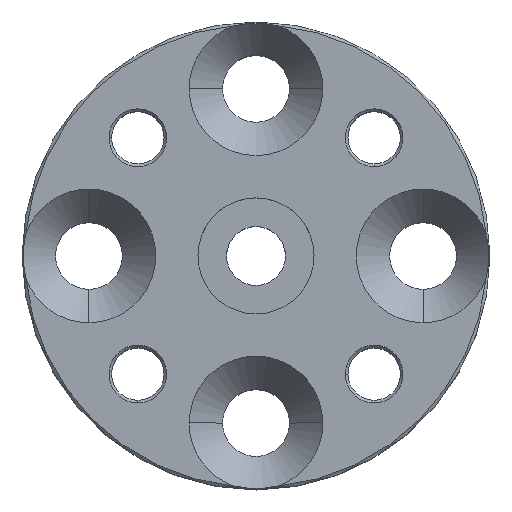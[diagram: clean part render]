
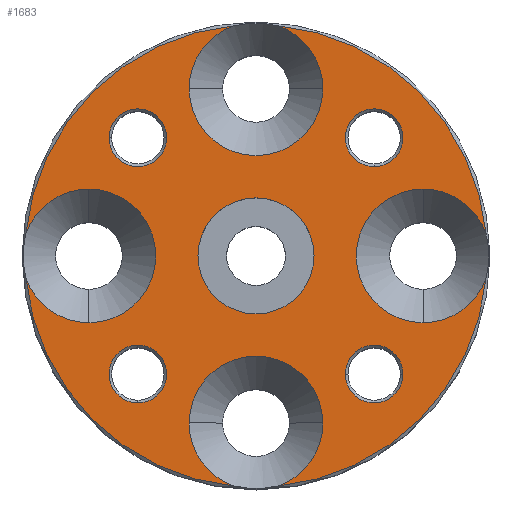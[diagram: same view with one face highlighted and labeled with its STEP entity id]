
A CAD part, top view. The second image highlights one B-rep face of the part: STEP entity #1683.
In plain terms, the highlighted planar face has unit normal (0, 0, 1).
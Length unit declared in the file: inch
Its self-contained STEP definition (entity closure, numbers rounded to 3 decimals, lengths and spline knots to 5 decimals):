
#78=CARTESIAN_POINT('',(0.1085,0.0,0.125));
#79=VERTEX_POINT('',#78);
#95=CARTESIAN_POINT('',(-0.1085,0.,0.125));
#96=VERTEX_POINT('',#95);
#103=CARTESIAN_POINT('',(0.0,0.0,0.125));
#104=DIRECTION('',(0.0,0.0,-1.0));
#105=DIRECTION('',(1.0,0.0,0.0));
#106=AXIS2_PLACEMENT_3D('',#103,#104,#105);
#107=CIRCLE('',#106,0.1085);
#108=EDGE_CURVE('',#79,#96,#107,.T.);
#141=CARTESIAN_POINT('',(0.125,0.3125,0.125));
#142=VERTEX_POINT('',#141);
#158=CARTESIAN_POINT('',(-0.125,0.3125,0.125));
#159=VERTEX_POINT('',#158);
#166=CARTESIAN_POINT('',(0.0,0.3125,0.125));
#167=DIRECTION('',(0.0,0.0,-1.0));
#168=DIRECTION('',(1.0,0.0,0.0));
#169=AXIS2_PLACEMENT_3D('',#166,#167,#168);
#170=CIRCLE('',#169,0.125);
#171=EDGE_CURVE('',#142,#159,#170,.T.);
#204=CARTESIAN_POINT('',(-0.3125,0.125,0.125));
#205=VERTEX_POINT('',#204);
#221=CARTESIAN_POINT('',(-0.3125,-0.125,0.125));
#222=VERTEX_POINT('',#221);
#229=CARTESIAN_POINT('',(-0.3125,0.,0.125));
#230=DIRECTION('',(0.0,0.0,-1.0));
#231=DIRECTION('',(0.0,1.0,0.0));
#232=AXIS2_PLACEMENT_3D('',#229,#230,#231);
#233=CIRCLE('',#232,0.125);
#234=EDGE_CURVE('',#205,#222,#233,.T.);
#992=CARTESIAN_POINT('',(0.3125,-0.125,0.125));
#993=VERTEX_POINT('',#992);
#1001=CARTESIAN_POINT('',(0.3125,0.125,0.125));
#1002=VERTEX_POINT('',#1001);
#1009=CARTESIAN_POINT('',(0.3125,0.,0.125));
#1010=DIRECTION('',(0.0,0.0,-1.0));
#1011=DIRECTION('',(0.0,-1.0,0.0));
#1012=AXIS2_PLACEMENT_3D('',#1009,#1010,#1011);
#1013=CIRCLE('',#1012,0.125);
#1014=EDGE_CURVE('',#993,#1002,#1013,.T.);
#1045=CARTESIAN_POINT('',(-0.125,-0.3125,0.125));
#1046=VERTEX_POINT('',#1045);
#1054=CARTESIAN_POINT('',(0.125,-0.3125,0.125));
#1055=VERTEX_POINT('',#1054);
#1062=CARTESIAN_POINT('',(0.,-0.3125,0.125));
#1063=DIRECTION('',(0.0,0.0,-1.0));
#1064=DIRECTION('',(-1.0,0.0,0.0));
#1065=AXIS2_PLACEMENT_3D('',#1062,#1063,#1064);
#1066=CIRCLE('',#1065,0.125);
#1067=EDGE_CURVE('',#1046,#1055,#1066,.T.);
#1085=CARTESIAN_POINT('',(0.43054,-0.04113,0.125));
#1086=VERTEX_POINT('',#1085);
#1094=CARTESIAN_POINT('',(0.04113,-0.43054,0.125));
#1095=VERTEX_POINT('',#1094);
#1096=CARTESIAN_POINT('',(0.0,0.0,0.125));
#1097=DIRECTION('',(0.0,0.0,-1.0));
#1098=DIRECTION('',(1.0,0.0,0.0));
#1099=AXIS2_PLACEMENT_3D('',#1096,#1097,#1098);
#1100=CIRCLE('',#1099,0.4325);
#1101=EDGE_CURVE('',#1086,#1095,#1100,.T.);
#1103=CARTESIAN_POINT('',(-0.04113,-0.43054,0.125));
#1104=VERTEX_POINT('',#1103);
#1114=CARTESIAN_POINT('',(-0.43054,-0.04113,0.125));
#1115=VERTEX_POINT('',#1114);
#1116=CARTESIAN_POINT('',(0.0,0.0,0.125));
#1117=DIRECTION('',(0.0,0.0,-1.0));
#1118=DIRECTION('',(1.0,0.0,0.0));
#1119=AXIS2_PLACEMENT_3D('',#1116,#1117,#1118);
#1120=CIRCLE('',#1119,0.4325);
#1121=EDGE_CURVE('',#1104,#1115,#1120,.T.);
#1206=CARTESIAN_POINT('',(-0.27497,0.22097,0.125));
#1207=VERTEX_POINT('',#1206);
#1221=CARTESIAN_POINT('',(-0.16697,0.22097,0.125));
#1222=VERTEX_POINT('',#1221);
#1229=CARTESIAN_POINT('',(-0.22097,0.22097,0.125));
#1230=DIRECTION('',(0.0,0.0,1.0));
#1231=DIRECTION('',(-1.0,0.0,0.0));
#1232=AXIS2_PLACEMENT_3D('',#1229,#1230,#1231);
#1233=CIRCLE('',#1232,0.054);
#1234=EDGE_CURVE('',#1222,#1207,#1233,.T.);
#1303=CARTESIAN_POINT('',(0.27497,-0.22097,0.125));
#1304=VERTEX_POINT('',#1303);
#1318=CARTESIAN_POINT('',(0.16697,-0.22097,0.125));
#1319=VERTEX_POINT('',#1318);
#1326=CARTESIAN_POINT('',(0.22097,-0.22097,0.125));
#1327=DIRECTION('',(0.0,0.0,1.0));
#1328=DIRECTION('',(1.0,0.0,0.0));
#1329=AXIS2_PLACEMENT_3D('',#1326,#1327,#1328);
#1330=CIRCLE('',#1329,0.054);
#1331=EDGE_CURVE('',#1319,#1304,#1330,.T.);
#1400=CARTESIAN_POINT('',(0.22097,0.27497,0.125));
#1401=VERTEX_POINT('',#1400);
#1415=CARTESIAN_POINT('',(0.22097,0.16697,0.125));
#1416=VERTEX_POINT('',#1415);
#1423=CARTESIAN_POINT('',(0.22097,0.22097,0.125));
#1424=DIRECTION('',(0.0,0.0,1.0));
#1425=DIRECTION('',(0.0,1.0,0.0));
#1426=AXIS2_PLACEMENT_3D('',#1423,#1424,#1425);
#1427=CIRCLE('',#1426,0.054);
#1428=EDGE_CURVE('',#1416,#1401,#1427,.T.);
#1497=CARTESIAN_POINT('',(-0.22097,-0.27497,0.125));
#1498=VERTEX_POINT('',#1497);
#1512=CARTESIAN_POINT('',(-0.22097,-0.16697,0.125));
#1513=VERTEX_POINT('',#1512);
#1520=CARTESIAN_POINT('',(-0.22097,-0.22097,0.125));
#1521=DIRECTION('',(0.0,0.0,1.0));
#1522=DIRECTION('',(0.0,-1.0,0.0));
#1523=AXIS2_PLACEMENT_3D('',#1520,#1521,#1522);
#1524=CIRCLE('',#1523,0.054);
#1525=EDGE_CURVE('',#1513,#1498,#1524,.T.);
#1536=CARTESIAN_POINT('',(-0.22097,-0.22097,0.125));
#1537=DIRECTION('',(0.0,0.0,1.0));
#1538=DIRECTION('',(0.0,-1.0,0.0));
#1539=AXIS2_PLACEMENT_3D('',#1536,#1537,#1538);
#1540=CIRCLE('',#1539,0.054);
#1541=EDGE_CURVE('',#1498,#1513,#1540,.T.);
#1548=CARTESIAN_POINT('',(0.0,0.0,0.125));
#1549=DIRECTION('',(0.0,0.0,-1.0));
#1550=DIRECTION('',(-1.0,0.0,0.0));
#1551=AXIS2_PLACEMENT_3D('',#1548,#1549,#1550);
#1552=PLANE('',#1551);
#1553=ORIENTED_EDGE('',*,*,#1121,.F.);
#1554=CARTESIAN_POINT('',(0.,-0.3125,0.125));
#1555=DIRECTION('',(0.0,0.0,-1.0));
#1556=DIRECTION('',(-1.0,0.0,0.0));
#1557=AXIS2_PLACEMENT_3D('',#1554,#1555,#1556);
#1558=CIRCLE('',#1557,0.125);
#1559=EDGE_CURVE('',#1104,#1046,#1558,.T.);
#1560=ORIENTED_EDGE('',*,*,#1559,.T.);
#1561=ORIENTED_EDGE('',*,*,#1067,.T.);
#1562=CARTESIAN_POINT('',(0.,-0.3125,0.125));
#1563=DIRECTION('',(0.0,0.0,-1.0));
#1564=DIRECTION('',(-1.0,0.0,0.0));
#1565=AXIS2_PLACEMENT_3D('',#1562,#1563,#1564);
#1566=CIRCLE('',#1565,0.125);
#1567=EDGE_CURVE('',#1055,#1095,#1566,.T.);
#1568=ORIENTED_EDGE('',*,*,#1567,.T.);
#1569=ORIENTED_EDGE('',*,*,#1101,.F.);
#1570=CARTESIAN_POINT('',(0.3125,0.,0.125));
#1571=DIRECTION('',(0.0,0.0,-1.0));
#1572=DIRECTION('',(0.0,-1.0,0.0));
#1573=AXIS2_PLACEMENT_3D('',#1570,#1571,#1572);
#1574=CIRCLE('',#1573,0.125);
#1575=EDGE_CURVE('',#1086,#993,#1574,.T.);
#1576=ORIENTED_EDGE('',*,*,#1575,.T.);
#1577=ORIENTED_EDGE('',*,*,#1014,.T.);
#1578=CARTESIAN_POINT('',(0.43054,0.04113,0.125));
#1579=VERTEX_POINT('',#1578);
#1580=CARTESIAN_POINT('',(0.3125,0.,0.125));
#1581=DIRECTION('',(0.0,0.0,-1.0));
#1582=DIRECTION('',(0.0,-1.0,0.0));
#1583=AXIS2_PLACEMENT_3D('',#1580,#1581,#1582);
#1584=CIRCLE('',#1583,0.125);
#1585=EDGE_CURVE('',#1002,#1579,#1584,.T.);
#1586=ORIENTED_EDGE('',*,*,#1585,.T.);
#1587=CARTESIAN_POINT('',(0.04113,0.43054,0.125));
#1588=VERTEX_POINT('',#1587);
#1589=CARTESIAN_POINT('',(0.0,0.0,0.125));
#1590=DIRECTION('',(0.0,0.0,-1.0));
#1591=DIRECTION('',(1.0,0.0,0.0));
#1592=AXIS2_PLACEMENT_3D('',#1589,#1590,#1591);
#1593=CIRCLE('',#1592,0.4325);
#1594=EDGE_CURVE('',#1588,#1579,#1593,.T.);
#1595=ORIENTED_EDGE('',*,*,#1594,.F.);
#1596=CARTESIAN_POINT('',(0.0,0.3125,0.125));
#1597=DIRECTION('',(0.0,0.0,-1.0));
#1598=DIRECTION('',(1.0,0.0,0.0));
#1599=AXIS2_PLACEMENT_3D('',#1596,#1597,#1598);
#1600=CIRCLE('',#1599,0.125);
#1601=EDGE_CURVE('',#1588,#142,#1600,.T.);
#1602=ORIENTED_EDGE('',*,*,#1601,.T.);
#1603=ORIENTED_EDGE('',*,*,#171,.T.);
#1604=CARTESIAN_POINT('',(-0.04113,0.43054,0.125));
#1605=VERTEX_POINT('',#1604);
#1606=CARTESIAN_POINT('',(0.0,0.3125,0.125));
#1607=DIRECTION('',(0.0,0.0,-1.0));
#1608=DIRECTION('',(1.0,0.0,0.0));
#1609=AXIS2_PLACEMENT_3D('',#1606,#1607,#1608);
#1610=CIRCLE('',#1609,0.125);
#1611=EDGE_CURVE('',#159,#1605,#1610,.T.);
#1612=ORIENTED_EDGE('',*,*,#1611,.T.);
#1613=CARTESIAN_POINT('',(-0.43054,0.04113,0.125));
#1614=VERTEX_POINT('',#1613);
#1615=CARTESIAN_POINT('',(0.0,0.0,0.125));
#1616=DIRECTION('',(0.0,0.0,-1.0));
#1617=DIRECTION('',(1.0,0.0,0.0));
#1618=AXIS2_PLACEMENT_3D('',#1615,#1616,#1617);
#1619=CIRCLE('',#1618,0.4325);
#1620=EDGE_CURVE('',#1614,#1605,#1619,.T.);
#1621=ORIENTED_EDGE('',*,*,#1620,.F.);
#1622=CARTESIAN_POINT('',(-0.3125,0.,0.125));
#1623=DIRECTION('',(0.0,0.0,-1.0));
#1624=DIRECTION('',(0.0,1.0,0.0));
#1625=AXIS2_PLACEMENT_3D('',#1622,#1623,#1624);
#1626=CIRCLE('',#1625,0.125);
#1627=EDGE_CURVE('',#1614,#205,#1626,.T.);
#1628=ORIENTED_EDGE('',*,*,#1627,.T.);
#1629=ORIENTED_EDGE('',*,*,#234,.T.);
#1630=CARTESIAN_POINT('',(-0.3125,0.,0.125));
#1631=DIRECTION('',(0.0,0.0,-1.0));
#1632=DIRECTION('',(0.0,1.0,0.0));
#1633=AXIS2_PLACEMENT_3D('',#1630,#1631,#1632);
#1634=CIRCLE('',#1633,0.125);
#1635=EDGE_CURVE('',#222,#1115,#1634,.T.);
#1636=ORIENTED_EDGE('',*,*,#1635,.T.);
#1637=EDGE_LOOP('',(#1553,#1560,#1561,#1568,#1569,#1576,#1577,#1586,#1595,#1602,#1603,#1612,#1621,#1628,#1629,#1636));
#1638=FACE_OUTER_BOUND('',#1637,.T.);
#1639=ORIENTED_EDGE('',*,*,#1428,.F.);
#1640=CARTESIAN_POINT('',(0.22097,0.22097,0.125));
#1641=DIRECTION('',(0.0,0.0,1.0));
#1642=DIRECTION('',(0.0,1.0,0.0));
#1643=AXIS2_PLACEMENT_3D('',#1640,#1641,#1642);
#1644=CIRCLE('',#1643,0.054);
#1645=EDGE_CURVE('',#1401,#1416,#1644,.T.);
#1646=ORIENTED_EDGE('',*,*,#1645,.F.);
#1647=EDGE_LOOP('',(#1639,#1646));
#1648=FACE_BOUND('',#1647,.T.);
#1649=ORIENTED_EDGE('',*,*,#1234,.F.);
#1650=CARTESIAN_POINT('',(-0.22097,0.22097,0.125));
#1651=DIRECTION('',(0.0,0.0,1.0));
#1652=DIRECTION('',(-1.0,0.0,0.0));
#1653=AXIS2_PLACEMENT_3D('',#1650,#1651,#1652);
#1654=CIRCLE('',#1653,0.054);
#1655=EDGE_CURVE('',#1207,#1222,#1654,.T.);
#1656=ORIENTED_EDGE('',*,*,#1655,.F.);
#1657=EDGE_LOOP('',(#1649,#1656));
#1658=FACE_BOUND('',#1657,.T.);
#1659=ORIENTED_EDGE('',*,*,#108,.T.);
#1660=CARTESIAN_POINT('',(0.0,0.0,0.125));
#1661=DIRECTION('',(0.0,0.0,-1.0));
#1662=DIRECTION('',(1.0,0.0,0.0));
#1663=AXIS2_PLACEMENT_3D('',#1660,#1661,#1662);
#1664=CIRCLE('',#1663,0.1085);
#1665=EDGE_CURVE('',#96,#79,#1664,.T.);
#1666=ORIENTED_EDGE('',*,*,#1665,.T.);
#1667=EDGE_LOOP('',(#1659,#1666));
#1668=FACE_BOUND('',#1667,.T.);
#1669=ORIENTED_EDGE('',*,*,#1331,.F.);
#1670=CARTESIAN_POINT('',(0.22097,-0.22097,0.125));
#1671=DIRECTION('',(0.0,0.0,1.0));
#1672=DIRECTION('',(1.0,0.0,0.0));
#1673=AXIS2_PLACEMENT_3D('',#1670,#1671,#1672);
#1674=CIRCLE('',#1673,0.054);
#1675=EDGE_CURVE('',#1304,#1319,#1674,.T.);
#1676=ORIENTED_EDGE('',*,*,#1675,.F.);
#1677=EDGE_LOOP('',(#1669,#1676));
#1678=FACE_BOUND('',#1677,.T.);
#1679=ORIENTED_EDGE('',*,*,#1525,.F.);
#1680=ORIENTED_EDGE('',*,*,#1541,.F.);
#1681=EDGE_LOOP('',(#1679,#1680));
#1682=FACE_BOUND('',#1681,.T.);
#1683=ADVANCED_FACE('',(#1638,#1648,#1658,#1668,#1678,#1682),#1552,.F.);
